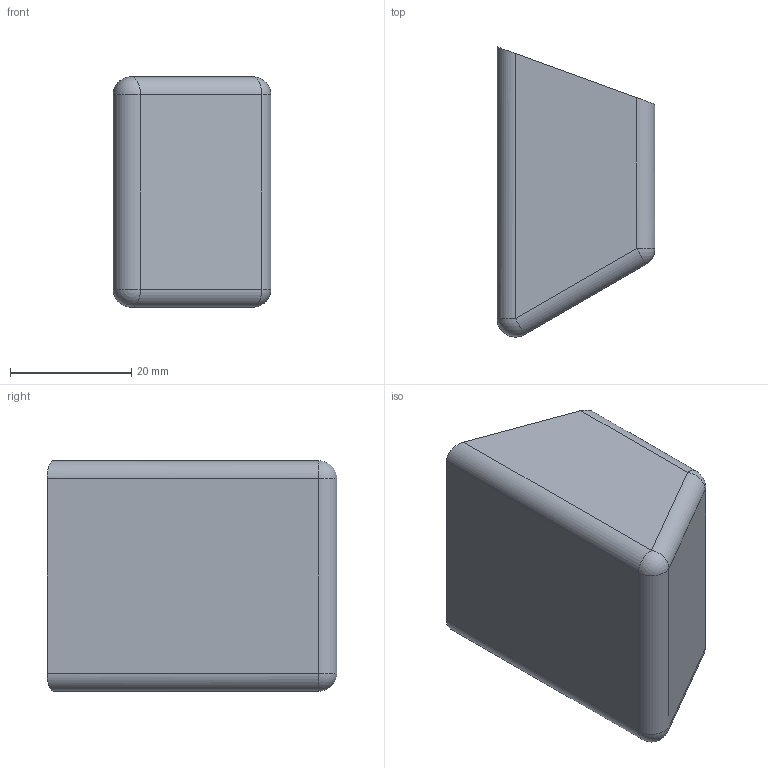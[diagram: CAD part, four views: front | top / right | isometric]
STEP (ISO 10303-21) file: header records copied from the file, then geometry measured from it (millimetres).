
FILE_DESCRIPTION (( 'STEP AP214' ), '1' );
FILE_NAME ('GODET30.STEP', '2020-06-12T07:20:10', ( '' ), ( '' ), 'SwSTEP 2.0', 'SolidWorks 2014', '' );
FILE_SCHEMA (( 'AUTOMOTIVE_DESIGN' ));
Length unit declared in the file: millimetre
Products named in the file (1): GODET30
Bounding box: 26 x 47.8 x 38 mm (x, y, z)
Volume: 10221 mm3; surface area: 10477.4 mm2
Topology: 1 solids, 1 shells, 35 faces, 80 edges, 44 vertices
Faces by surface type: cylinder 16, plane 11, sphere 8
Entity records: 932 total; most frequent: CARTESIAN_POINT 172, DIRECTION 160, ORIENTED_EDGE 144, EDGE_CURVE 72, AXIS2_PLACEMENT_3D 60, VERTEX_POINT 40, VECTOR 40, LINE 40
